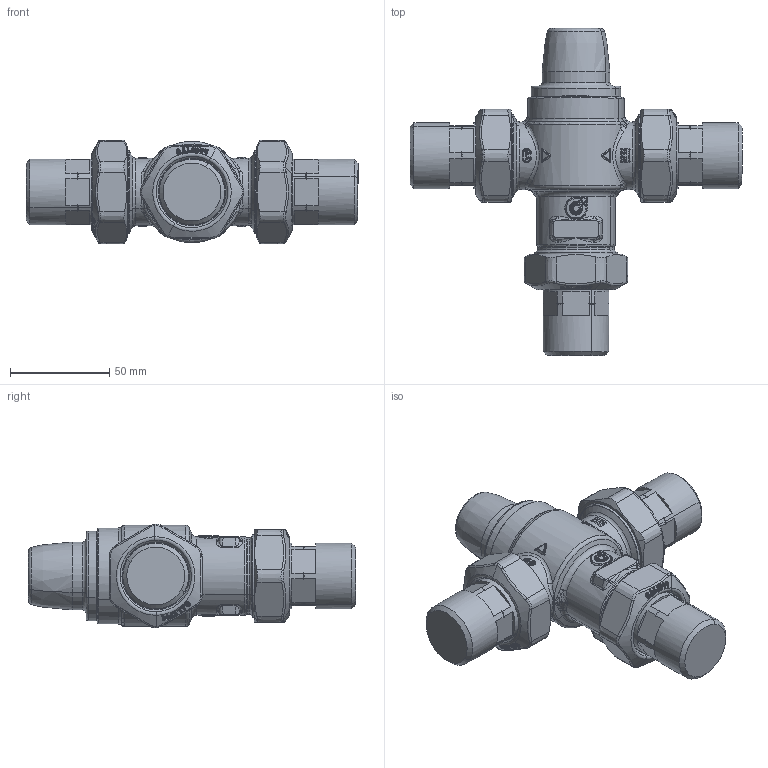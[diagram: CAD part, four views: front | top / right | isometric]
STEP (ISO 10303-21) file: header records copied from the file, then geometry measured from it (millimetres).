
FILE_DESCRIPTION(('CATIA V5 STEP Exchange','CAx-IF Rec.Pracs.--- Model Styling and Organization---1.4--- 2014-01-23','CAx-IF Rec.Pracs.---3D Tessellated Data Validation Properties---0.5---2014-09-14'),'2;1');
FILE_NAME('STEP_521306_-_TST.stp','2020-10-21T12:34:23+00:00',('none'),('none'),'CATIA Version 5-6 Release 2019 SP3','CATIA V5 STEP AP242 v1','none');
FILE_SCHEMA(('AP242_MANAGED_MODEL_BASED_3D_ENGINEERING_MIM_LF {1 0 10303 442 1 1 4}'));
Products named in the file (1): 521306 - TST
Bounding box: 167 x 164.5 x 52.06 mm (x, y, z)
Volume: 337950.6 mm3; surface area: 54553.4 mm2
Topology: 1 solids, 5 shells, 2501 faces, 5807 edges, 3106 vertices
Faces by surface type: bspline 1556, cylinder 308, sphere 219, plane 185, cone 145, torus 84, revolution 4
Entity records: 142479 total; most frequent: CARTESIAN_POINT 99577, ORIENTED_EDGE 11084, EDGE_CURVE 5542, B_SPLINE_CURVE_WITH_KNOTS 4064, VERTEX_POINT 3106, DIRECTION 2958, EDGE_LOOP 2558, ADVANCED_FACE 2501
